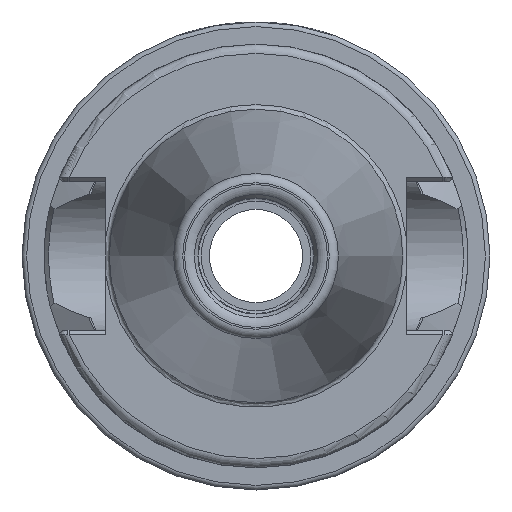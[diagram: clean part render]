
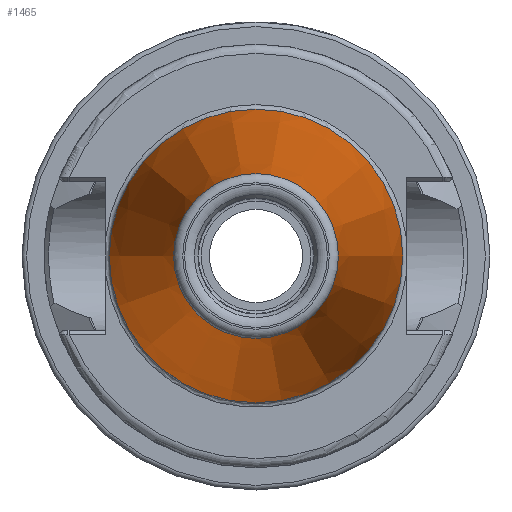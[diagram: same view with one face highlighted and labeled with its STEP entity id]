
A CAD part, left-side view. The second image highlights one B-rep face of the part: STEP entity #1465.
In plain terms, the highlighted conical face has half-angle 8.297 degrees and reference radius 12.437 mm.
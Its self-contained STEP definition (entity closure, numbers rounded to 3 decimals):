
#45=CONICAL_SURFACE('',#1644,12.437,0.145);
#179=CIRCLE('',#1640,8.941);
#180=CIRCLE('',#1641,8.941);
#181=CIRCLE('',#1642,8.941);
#183=CIRCLE('',#1645,15.933);
#184=CIRCLE('',#1646,15.933);
#266=FACE_OUTER_BOUND('',#349,.T.);
#349=EDGE_LOOP('',(#1323,#1324,#1325,#1326,#1327,#1328,#1329));
#422=LINE('',#3329,#487);
#487=VECTOR('',#2039,12.437);
#680=VERTEX_POINT('',#3317);
#681=VERTEX_POINT('',#3318);
#682=VERTEX_POINT('',#3320);
#683=VERTEX_POINT('',#3325);
#684=VERTEX_POINT('',#3326);
#900=EDGE_CURVE('',#680,#681,#179,.T.);
#901=EDGE_CURVE('',#682,#680,#180,.T.);
#902=EDGE_CURVE('',#681,#682,#181,.T.);
#904=EDGE_CURVE('',#683,#684,#183,.T.);
#905=EDGE_CURVE('',#684,#683,#184,.T.);
#906=EDGE_CURVE('',#684,#682,#422,.T.);
#1323=ORIENTED_EDGE('',*,*,#904,.F.);
#1324=ORIENTED_EDGE('',*,*,#905,.F.);
#1325=ORIENTED_EDGE('',*,*,#906,.T.);
#1326=ORIENTED_EDGE('',*,*,#901,.T.);
#1327=ORIENTED_EDGE('',*,*,#900,.T.);
#1328=ORIENTED_EDGE('',*,*,#902,.T.);
#1329=ORIENTED_EDGE('',*,*,#906,.F.);
#1465=ADVANCED_FACE('',(#266),#45,.T.);
#1640=AXIS2_PLACEMENT_3D('',#3319,#2025,#2026);
#1641=AXIS2_PLACEMENT_3D('',#3321,#2027,#2028);
#1642=AXIS2_PLACEMENT_3D('',#3322,#2029,#2030);
#1644=AXIS2_PLACEMENT_3D('',#3324,#2033,#2034);
#1645=AXIS2_PLACEMENT_3D('',#3327,#2035,#2036);
#1646=AXIS2_PLACEMENT_3D('',#3328,#2037,#2038);
#2025=DIRECTION('center_axis',(1.,0.,0.));
#2026=DIRECTION('ref_axis',(0.,0.,-1.));
#2027=DIRECTION('center_axis',(1.,0.,0.));
#2028=DIRECTION('ref_axis',(0.,0.,-1.));
#2029=DIRECTION('center_axis',(1.,0.,0.));
#2030=DIRECTION('ref_axis',(0.,0.,-1.));
#2033=DIRECTION('center_axis',(1.,0.,0.));
#2034=DIRECTION('ref_axis',(0.,1.,0.));
#2035=DIRECTION('center_axis',(1.,0.,0.));
#2036=DIRECTION('ref_axis',(0.,0.,-1.));
#2037=DIRECTION('center_axis',(1.,0.,0.));
#2038=DIRECTION('ref_axis',(0.,0.,-1.));
#2039=DIRECTION('',(-0.99,0.144,0.));
#3317=CARTESIAN_POINT('',(-47.944,8.941,0.));
#3318=CARTESIAN_POINT('',(-47.944,0.,8.941));
#3319=CARTESIAN_POINT('Origin',(-47.944,0.,
0.));
#3320=CARTESIAN_POINT('',(-47.944,-8.941,0.));
#3321=CARTESIAN_POINT('Origin',(-47.944,0.,
0.));
#3322=CARTESIAN_POINT('Origin',(-47.944,0.,
0.));
#3324=CARTESIAN_POINT('Origin',(-23.972,0.,
0.));
#3325=CARTESIAN_POINT('',(0.,15.933,0.));
#3326=CARTESIAN_POINT('',(0.,-15.933,0.));
#3327=CARTESIAN_POINT('Origin',(0.,0.,
0.));
#3328=CARTESIAN_POINT('Origin',(0.,0.,
0.));
#3329=CARTESIAN_POINT('',(-23.972,-12.437,0.));
